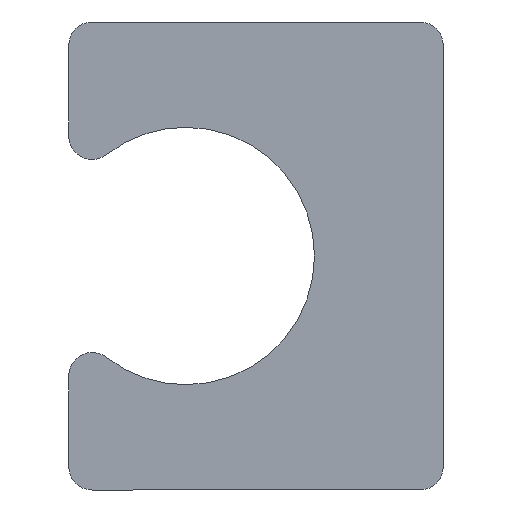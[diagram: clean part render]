
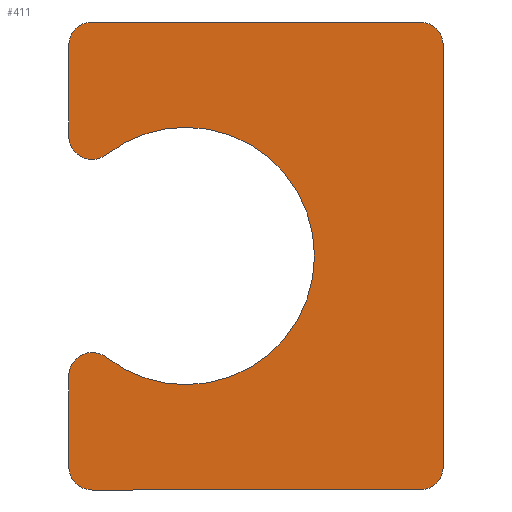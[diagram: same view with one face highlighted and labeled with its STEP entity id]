
A CAD part, front view. The second image highlights one B-rep face of the part: STEP entity #411.
In plain terms, the highlighted planar face has unit normal (0, -1, 0).
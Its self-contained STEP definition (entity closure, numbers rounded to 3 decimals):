
#6 = CARTESIAN_POINT ( 'NONE',  ( 20.65, 30.4, -20.6 ) ) ;
#7 = ORIENTED_EDGE ( 'NONE', *, *, #611, .F. ) ;
#10 = CARTESIAN_POINT ( 'NONE',  ( 20.65, 30.4, -20.6 ) ) ;
#13 = CARTESIAN_POINT ( 'NONE',  ( 18.958, 30.4, -18.432 ) ) ;
#15 = CARTESIAN_POINT ( 'NONE',  ( 18.15, 30.4, -16.1 ) ) ;
#17 = CIRCLE ( 'NONE', #331, 0.5 ) ;
#18 = DIRECTION ( 'NONE',  ( 0., 0., -1. ) ) ;
#19 = CARTESIAN_POINT ( 'NONE',  ( 18.65, 30.4, -18.538 ) ) ;
#31 = CARTESIAN_POINT ( 'NONE',  ( 18.65, 30.4, -16.1 ) ) ;
#35 = CIRCLE ( 'NONE', #467, 0.5 ) ;
#41 = CARTESIAN_POINT ( 'NONE',  ( 26.15, 30.4, -15.6 ) ) ;
#42 = VERTEX_POINT ( 'NONE', #161 ) ;
#43 = ORIENTED_EDGE ( 'NONE', *, *, #297, .T. ) ;
#47 = ORIENTED_EDGE ( 'NONE', *, *, #209, .F. ) ;
#49 = ORIENTED_EDGE ( 'NONE', *, *, #50, .T. ) ;
#50 = EDGE_CURVE ( 'NONE', #224, #89, #17, .T. ) ;
#55 = CIRCLE ( 'NONE', #332, 2.75 ) ;
#60 = DIRECTION ( 'NONE',  ( 0., -1., 0. ) ) ;
#61 = ORIENTED_EDGE ( 'NONE', *, *, #188, .T. ) ;
#67 = ORIENTED_EDGE ( 'NONE', *, *, #391, .F. ) ;
#70 = EDGE_CURVE ( 'NONE', #224, #607, #538, .T. ) ;
#77 = DIRECTION ( 'NONE',  ( 0., 0., -1. ) ) ;
#79 = CARTESIAN_POINT ( 'NONE',  ( 18.958, 30.4, -22.768 ) ) ;
#83 = CARTESIAN_POINT ( 'NONE',  ( 18.15, 30.4, -15.6 ) ) ;
#86 = VERTEX_POINT ( 'NONE', #19 ) ;
#89 = VERTEX_POINT ( 'NONE', #205 ) ;
#91 = EDGE_LOOP ( 'NONE', ( #187, #435, #47, #61, #572, #49, #591, #613, #67, #560, #43, #338, #7, #237, #453 ) ) ;
#111 = DIRECTION ( 'NONE',  ( 0., 0., -1. ) ) ;
#115 = DIRECTION ( 'NONE',  ( 0., 0., -1. ) ) ;
#121 = CIRCLE ( 'NONE', #273, 0.5 ) ;
#123 = CARTESIAN_POINT ( 'NONE',  ( 18.15, 30.4, -23.162 ) ) ;
#130 = AXIS2_PLACEMENT_3D ( 'NONE', #397, #590, #455 ) ;
#133 = VECTOR ( 'NONE', #276, 1000. ) ;
#141 = VERTEX_POINT ( 'NONE', #13 ) ;
#143 = DIRECTION ( 'NONE',  ( 0., 0., -1. ) ) ;
#144 = CIRCLE ( 'NONE', #130, 0.5 ) ;
#154 = CARTESIAN_POINT ( 'NONE',  ( 20.65, 30.4, -23.35 ) ) ;
#157 = DIRECTION ( 'NONE',  ( 0., 0., -1. ) ) ;
#160 = DIRECTION ( 'NONE',  ( 0., 0., -1. ) ) ;
#161 = CARTESIAN_POINT ( 'NONE',  ( 18.65, 30.4, -15.6 ) ) ;
#162 = VERTEX_POINT ( 'NONE', #399 ) ;
#165 = VERTEX_POINT ( 'NONE', #154 ) ;
#168 = DIRECTION ( 'NONE',  ( -1., 0., 0. ) ) ;
#178 = EDGE_CURVE ( 'NONE', #618, #86, #553, .T. ) ;
#180 = CARTESIAN_POINT ( 'NONE',  ( 18.15, 30.4, -25.6 ) ) ;
#187 = ORIENTED_EDGE ( 'NONE', *, *, #458, .F. ) ;
#188 = EDGE_CURVE ( 'NONE', #289, #607, #144, .T. ) ;
#199 = DIRECTION ( 'NONE',  ( 0., 0., -1. ) ) ;
#205 = CARTESIAN_POINT ( 'NONE',  ( 25.65, 30.4, -15.6 ) ) ;
#209 = EDGE_CURVE ( 'NONE', #289, #418, #370, .T. ) ;
#216 = CIRCLE ( 'NONE', #396, 0.5 ) ;
#224 = VERTEX_POINT ( 'NONE', #363 ) ;
#231 = DIRECTION ( 'NONE',  ( 1., 0., 0. ) ) ;
#237 = ORIENTED_EDGE ( 'NONE', *, *, #382, .F. ) ;
#243 = VERTEX_POINT ( 'NONE', #123 ) ;
#254 = DIRECTION ( 'NONE',  ( 0., -1., 0. ) ) ;
#263 = CARTESIAN_POINT ( 'NONE',  ( 18.65, 30.4, -18.038 ) ) ;
#264 = VECTOR ( 'NONE', #168, 1000. ) ;
#273 = AXIS2_PLACEMENT_3D ( 'NONE', #263, #608, #115 ) ;
#274 = CIRCLE ( 'NONE', #498, 0.5 ) ;
#276 = DIRECTION ( 'NONE',  ( 0., 0., 1. ) ) ;
#277 = EDGE_CURVE ( 'NONE', #42, #527, #216, .T. ) ;
#278 = VERTEX_POINT ( 'NONE', #79 ) ;
#279 = LINE ( 'NONE', #41, #526 ) ;
#286 = FACE_OUTER_BOUND ( 'NONE', #91, .T. ) ;
#288 = PLANE ( 'NONE',  #605 ) ;
#289 = VERTEX_POINT ( 'NONE', #457 ) ;
#293 = DIRECTION ( 'NONE',  ( 0., -1., 0. ) ) ;
#295 = CARTESIAN_POINT ( 'NONE',  ( 25.65, 30.4, -16.1 ) ) ;
#297 = EDGE_CURVE ( 'NONE', #86, #141, #121, .T. ) ;
#298 = CARTESIAN_POINT ( 'NONE',  ( 18.65, 30.4, -23.162 ) ) ;
#299 = DIRECTION ( 'NONE',  ( 0., -1., 0. ) ) ;
#326 = DIRECTION ( 'NONE',  ( 0., 0., 1. ) ) ;
#329 = DIRECTION ( 'NONE',  ( 0., -1., 0. ) ) ;
#331 = AXIS2_PLACEMENT_3D ( 'NONE', #295, #60, #111 ) ;
#332 = AXIS2_PLACEMENT_3D ( 'NONE', #10, #454, #157 ) ;
#338 = ORIENTED_EDGE ( 'NONE', *, *, #531, .F. ) ;
#344 = CARTESIAN_POINT ( 'NONE',  ( 18.15, 30.4, -25.1 ) ) ;
#346 = CARTESIAN_POINT ( 'NONE',  ( 18.65, 30.4, -18.038 ) ) ;
#357 = CIRCLE ( 'NONE', #389, 2.75 ) ;
#363 = CARTESIAN_POINT ( 'NONE',  ( 26.15, 30.4, -16.1 ) ) ;
#370 = LINE ( 'NONE', #180, #264 ) ;
#382 = EDGE_CURVE ( 'NONE', #278, #165, #439, .T. ) ;
#389 = AXIS2_PLACEMENT_3D ( 'NONE', #488, #587, #160 ) ;
#390 = CARTESIAN_POINT ( 'NONE',  ( 18.65, 30.4, -25.1 ) ) ;
#391 = EDGE_CURVE ( 'NONE', #618, #527, #434, .T. ) ;
#395 = CARTESIAN_POINT ( 'NONE',  ( 18.15, 30.4, -18.038 ) ) ;
#396 = AXIS2_PLACEMENT_3D ( 'NONE', #31, #547, #77 ) ;
#397 = CARTESIAN_POINT ( 'NONE',  ( 25.65, 30.4, -25.1 ) ) ;
#399 = CARTESIAN_POINT ( 'NONE',  ( 20.65, 30.4, -17.85 ) ) ;
#411 = ADVANCED_FACE ( 'NONE', ( #286 ), #288, .T. ) ;
#418 = VERTEX_POINT ( 'NONE', #521 ) ;
#434 = LINE ( 'NONE', #83, #564 ) ;
#435 = ORIENTED_EDGE ( 'NONE', *, *, #601, .T. ) ;
#437 = LINE ( 'NONE', #474, #133 ) ;
#439 = CIRCLE ( 'NONE', #513, 2.75 ) ;
#441 = DIRECTION ( 'NONE',  ( 0., 0., -1. ) ) ;
#453 = ORIENTED_EDGE ( 'NONE', *, *, #565, .T. ) ;
#454 = DIRECTION ( 'NONE',  ( 0., -1., 0. ) ) ;
#455 = DIRECTION ( 'NONE',  ( 0., 0., -1. ) ) ;
#457 = CARTESIAN_POINT ( 'NONE',  ( 25.65, 30.4, -25.6 ) ) ;
#458 = EDGE_CURVE ( 'NONE', #561, #243, #437, .T. ) ;
#466 = VECTOR ( 'NONE', #441, 1000. ) ;
#467 = AXIS2_PLACEMENT_3D ( 'NONE', #390, #254, #18 ) ;
#470 = DIRECTION ( 'NONE',  ( 0., 0., -1. ) ) ;
#474 = CARTESIAN_POINT ( 'NONE',  ( 18.15, 30.4, -24.639 ) ) ;
#480 = DIRECTION ( 'NONE',  ( 0., -1., 0. ) ) ;
#488 = CARTESIAN_POINT ( 'NONE',  ( 20.65, 30.4, -20.6 ) ) ;
#494 = EDGE_CURVE ( 'NONE', #42, #89, #279, .T. ) ;
#498 = AXIS2_PLACEMENT_3D ( 'NONE', #298, #293, #199 ) ;
#513 = AXIS2_PLACEMENT_3D ( 'NONE', #6, #329, #470 ) ;
#521 = CARTESIAN_POINT ( 'NONE',  ( 18.65, 30.4, -25.6 ) ) ;
#526 = VECTOR ( 'NONE', #231, 1000. ) ;
#527 = VERTEX_POINT ( 'NONE', #15 ) ;
#531 = EDGE_CURVE ( 'NONE', #162, #141, #55, .T. ) ;
#535 = DIRECTION ( 'NONE',  ( 0., 0., -1. ) ) ;
#538 = LINE ( 'NONE', #588, #466 ) ;
#547 = DIRECTION ( 'NONE',  ( 0., -1., 0. ) ) ;
#553 = CIRCLE ( 'NONE', #576, 0.5 ) ;
#560 = ORIENTED_EDGE ( 'NONE', *, *, #178, .T. ) ;
#561 = VERTEX_POINT ( 'NONE', #344 ) ;
#564 = VECTOR ( 'NONE', #326, 1000. ) ;
#565 = EDGE_CURVE ( 'NONE', #278, #243, #274, .T. ) ;
#572 = ORIENTED_EDGE ( 'NONE', *, *, #70, .F. ) ;
#574 = CARTESIAN_POINT ( 'NONE',  ( 20.65, 30.4, -20.6 ) ) ;
#576 = AXIS2_PLACEMENT_3D ( 'NONE', #346, #299, #535 ) ;
#578 = CARTESIAN_POINT ( 'NONE',  ( 26.15, 30.4, -25.1 ) ) ;
#587 = DIRECTION ( 'NONE',  ( 0., -1., 0. ) ) ;
#588 = CARTESIAN_POINT ( 'NONE',  ( 26.15, 30.4, -25.6 ) ) ;
#590 = DIRECTION ( 'NONE',  ( 0., -1., 0. ) ) ;
#591 = ORIENTED_EDGE ( 'NONE', *, *, #494, .F. ) ;
#601 = EDGE_CURVE ( 'NONE', #561, #418, #35, .T. ) ;
#605 = AXIS2_PLACEMENT_3D ( 'NONE', #574, #480, #143 ) ;
#607 = VERTEX_POINT ( 'NONE', #578 ) ;
#608 = DIRECTION ( 'NONE',  ( 0., -1., 0. ) ) ;
#611 = EDGE_CURVE ( 'NONE', #165, #162, #357, .T. ) ;
#613 = ORIENTED_EDGE ( 'NONE', *, *, #277, .T. ) ;
#618 = VERTEX_POINT ( 'NONE', #395 ) ;
